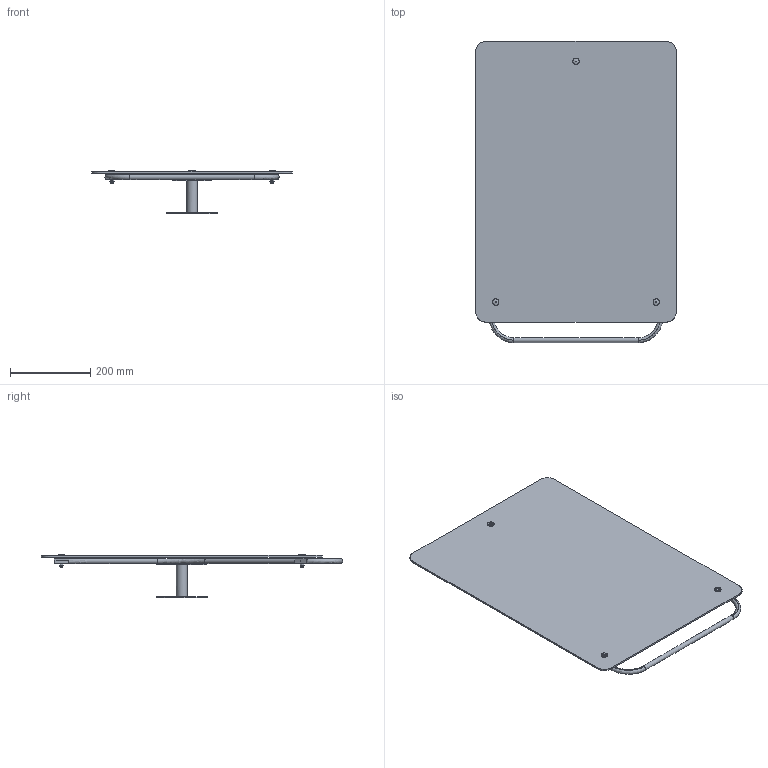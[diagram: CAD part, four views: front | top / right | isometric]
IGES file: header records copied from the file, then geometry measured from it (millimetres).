
Global section: file name: 40H320-1131.igs; native system: NX V8.0; preprocessor: SIEMENS PLM Software NX 8.0; date: 20130108.144413; units: millimetre
Bounding box: 500 x 751 x 109.71 mm (x, y, z)
Surface area: 881791.7 mm2 (no closed solid volume)
Topology: 0 solids, 0 shells, 247 faces, 1797 edges, 1718 vertices
Faces by surface type: bspline 240, offset 7
